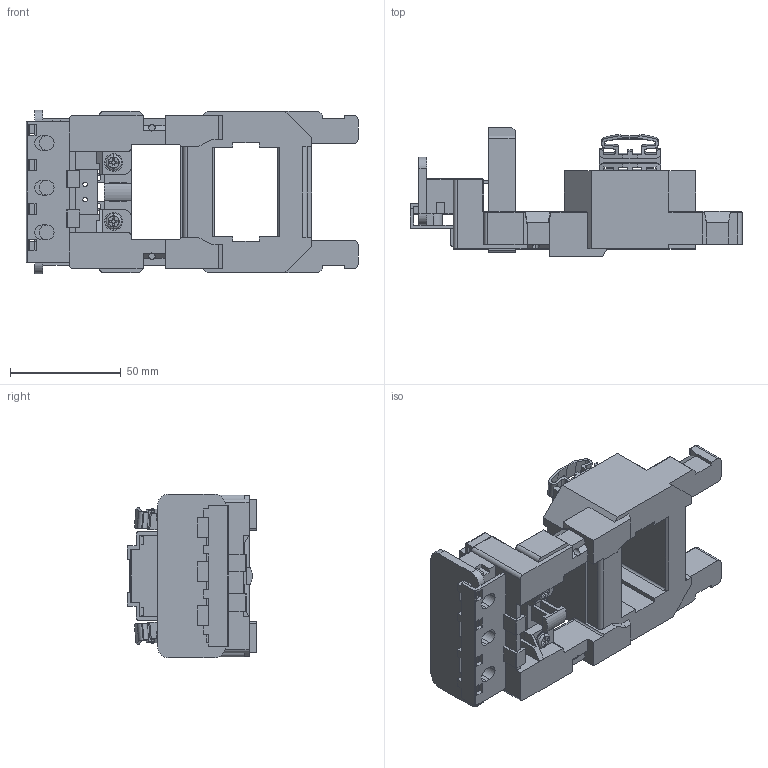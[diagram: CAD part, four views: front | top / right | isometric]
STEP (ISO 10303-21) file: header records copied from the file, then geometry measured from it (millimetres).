
FILE_DESCRIPTION (( 'STEP AP203' ), '1' );
FILE_NAME ('BLX1FG184.STEP', '2016-01-20T10:31:37', ( '' ), ( '' ), 'SwSTEP 2.0', 'SolidWorks 2013', '' );
FILE_SCHEMA (( 'CONFIG_CONTROL_DESIGN' ));
Length unit declared in the file: millimetre
Products named in the file (1): BLX1FG184
Bounding box: 150 x 58.4 x 73.8 mm (x, y, z)
Volume: 196929.2 mm3; surface area: 57695.3 mm2
Topology: 1 solids, 1 shells, 835 faces, 2373 edges, 1549 vertices
Faces by surface type: plane 627, cylinder 181, torus 18, cone 6, sphere 2, bspline 1
Entity records: 26949 total; most frequent: CARTESIAN_POINT 5153, ORIENTED_EDGE 4742, DIRECTION 4239, EDGE_CURVE 2371, LINE 1961, VECTOR 1961, VERTEX_POINT 1549, AXIS2_PLACEMENT_3D 1139
